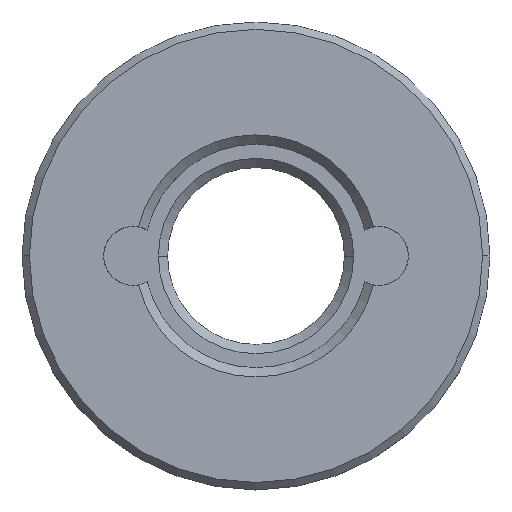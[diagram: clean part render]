
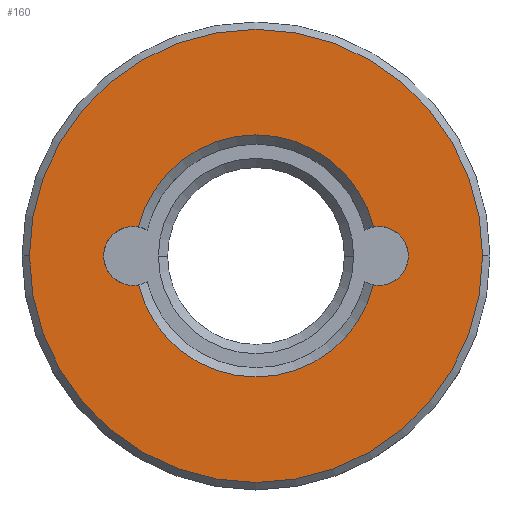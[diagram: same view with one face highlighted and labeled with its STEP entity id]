
A CAD part, top view. The second image highlights one B-rep face of the part: STEP entity #160.
In plain terms, the highlighted planar face has unit normal (0, 0, 1).
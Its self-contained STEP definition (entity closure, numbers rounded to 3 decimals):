
#2 = ORIENTED_EDGE ( 'NONE', *, *, #127, .T. ) ;
#15 = CARTESIAN_POINT ( 'NONE',  ( 0., 0., 2.2 ) ) ;
#16 = CARTESIAN_POINT ( 'NONE',  ( 3.335, 0., 2.2 ) ) ;
#21 = ORIENTED_EDGE ( 'NONE', *, *, #632, .T. ) ;
#38 = CARTESIAN_POINT ( 'NONE',  ( 0., 0., 2.2 ) ) ;
#45 = CARTESIAN_POINT ( 'NONE',  ( -3.189, 0.787, 2.2 ) ) ;
#51 = VERTEX_POINT ( 'NONE', #692 ) ;
#61 = CIRCLE ( 'NONE', #370, 3.285 ) ;
#67 = CARTESIAN_POINT ( 'NONE',  ( 3.335, 0., 2.2 ) ) ;
#70 = DIRECTION ( 'NONE',  ( -1., 0., 0. ) ) ;
#72 = CIRCLE ( 'NONE', #242, 6.15 ) ;
#90 = CARTESIAN_POINT ( 'NONE',  ( 0., 0., 2.2 ) ) ;
#92 = DIRECTION ( 'NONE',  ( 1., 0., 0. ) ) ;
#101 = FACE_OUTER_BOUND ( 'NONE', #530, .T. ) ;
#102 = EDGE_CURVE ( 'NONE', #547, #154, #415, .T. ) ;
#123 = ORIENTED_EDGE ( 'NONE', *, *, #102, .T. ) ;
#127 = EDGE_CURVE ( 'NONE', #132, #51, #61, .T. ) ;
#132 = VERTEX_POINT ( 'NONE', #424 ) ;
#135 = DIRECTION ( 'NONE',  ( 1., 0., 0. ) ) ;
#148 = PLANE ( 'NONE',  #189 ) ;
#154 = VERTEX_POINT ( 'NONE', #643 ) ;
#160 = ADVANCED_FACE ( 'NONE', ( #408, #101 ), #148, .T. ) ;
#177 = AXIS2_PLACEMENT_3D ( 'NONE', #630, #466, #135 ) ;
#187 = CIRCLE ( 'NONE', #588, 0.8 ) ;
#189 = AXIS2_PLACEMENT_3D ( 'NONE', #367, #526, #243 ) ;
#192 = EDGE_CURVE ( 'NONE', #553, #51, #625, .T. ) ;
#198 = VERTEX_POINT ( 'NONE', #356 ) ;
#242 = AXIS2_PLACEMENT_3D ( 'NONE', #385, #558, #445 ) ;
#243 = DIRECTION ( 'NONE',  ( 1., 0., 0. ) ) ;
#254 = CIRCLE ( 'NONE', #684, 0.8 ) ;
#273 = EDGE_CURVE ( 'NONE', #132, #288, #254, .T. ) ;
#287 = DIRECTION ( 'NONE',  ( 0., 0., 1. ) ) ;
#288 = VERTEX_POINT ( 'NONE', #512 ) ;
#290 = DIRECTION ( 'NONE',  ( 0., 0., 1. ) ) ;
#292 = DIRECTION ( 'NONE',  ( 1., 0., 0. ) ) ;
#300 = DIRECTION ( 'NONE',  ( 0., 0., 1. ) ) ;
#339 = EDGE_CURVE ( 'NONE', #288, #198, #187, .T. ) ;
#356 = CARTESIAN_POINT ( 'NONE',  ( 3.189, 0.787, 2.2 ) ) ;
#367 = CARTESIAN_POINT ( 'NONE',  ( 0., 0., 2.2 ) ) ;
#370 = AXIS2_PLACEMENT_3D ( 'NONE', #90, #634, #92 ) ;
#385 = CARTESIAN_POINT ( 'NONE',  ( 0., 0., 2.2 ) ) ;
#408 = FACE_BOUND ( 'NONE', #597, .T. ) ;
#410 = DIRECTION ( 'NONE',  ( 1., 0., 0. ) ) ;
#415 = CIRCLE ( 'NONE', #576, 6.15 ) ;
#424 = CARTESIAN_POINT ( 'NONE',  ( 3.189, -0.787, 2.2 ) ) ;
#432 = ORIENTED_EDGE ( 'NONE', *, *, #273, .F. ) ;
#445 = DIRECTION ( 'NONE',  ( 1., 0., 0. ) ) ;
#466 = DIRECTION ( 'NONE',  ( 0., 0., 1. ) ) ;
#498 = CARTESIAN_POINT ( 'NONE',  ( 6.15, 0., 2.2 ) ) ;
#509 = DIRECTION ( 'NONE',  ( -1., 0., 0. ) ) ;
#512 = CARTESIAN_POINT ( 'NONE',  ( 4.135, 0., 2.2 ) ) ;
#526 = DIRECTION ( 'NONE',  ( 0., 0., 1. ) ) ;
#530 = EDGE_LOOP ( 'NONE', ( #21, #123 ) ) ;
#547 = VERTEX_POINT ( 'NONE', #498 ) ;
#553 = VERTEX_POINT ( 'NONE', #45 ) ;
#558 = DIRECTION ( 'NONE',  ( 0., 0., 1. ) ) ;
#564 = ORIENTED_EDGE ( 'NONE', *, *, #675, .T. ) ;
#576 = AXIS2_PLACEMENT_3D ( 'NONE', #38, #300, #410 ) ;
#588 = AXIS2_PLACEMENT_3D ( 'NONE', #67, #287, #509 ) ;
#597 = EDGE_LOOP ( 'NONE', ( #432, #2, #673, #564, #640 ) ) ;
#599 = AXIS2_PLACEMENT_3D ( 'NONE', #15, #679, #292 ) ;
#625 = CIRCLE ( 'NONE', #177, 0.8 ) ;
#630 = CARTESIAN_POINT ( 'NONE',  ( -3.335, 0., 2.2 ) ) ;
#632 = EDGE_CURVE ( 'NONE', #154, #547, #72, .T. ) ;
#634 = DIRECTION ( 'NONE',  ( 0., 0., -1. ) ) ;
#640 = ORIENTED_EDGE ( 'NONE', *, *, #339, .F. ) ;
#643 = CARTESIAN_POINT ( 'NONE',  ( -6.15, 0., 2.2 ) ) ;
#673 = ORIENTED_EDGE ( 'NONE', *, *, #192, .F. ) ;
#675 = EDGE_CURVE ( 'NONE', #553, #198, #686, .T. ) ;
#679 = DIRECTION ( 'NONE',  ( 0., 0., -1. ) ) ;
#684 = AXIS2_PLACEMENT_3D ( 'NONE', #16, #290, #70 ) ;
#686 = CIRCLE ( 'NONE', #599, 3.285 ) ;
#692 = CARTESIAN_POINT ( 'NONE',  ( -3.189, -0.787, 2.2 ) ) ;
